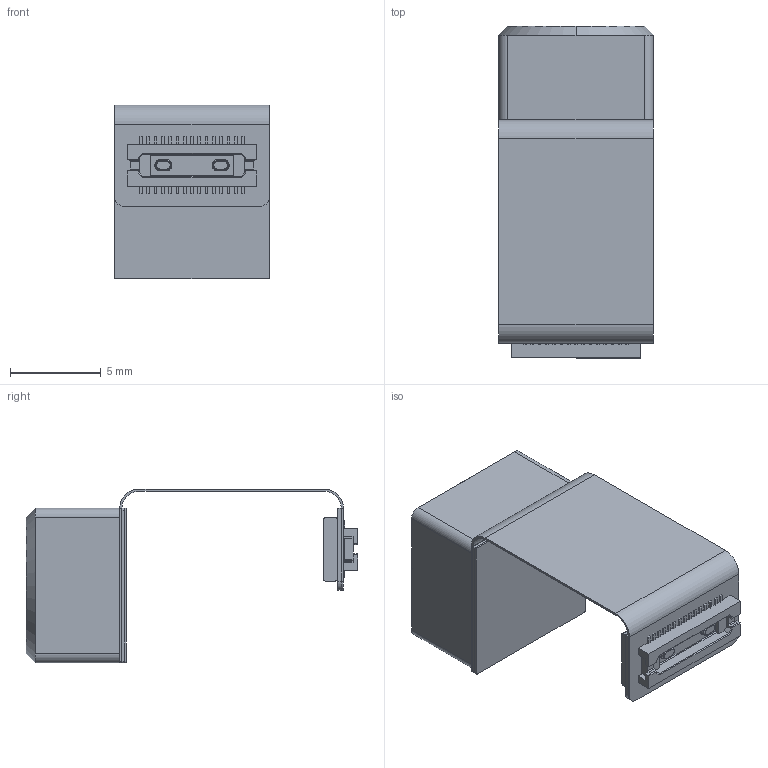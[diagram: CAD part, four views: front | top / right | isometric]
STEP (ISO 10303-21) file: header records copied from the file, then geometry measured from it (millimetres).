
FILE_DESCRIPTION (( 'STEP AP214' ), '1' );
FILE_NAME ('Camera_module_KLT-G6K-IMX258_V2.1_max_z.step', '2020-10-19T11:51:58+00:00', 'Stefan Hamminga', '', '', '', '');
FILE_SCHEMA (( 'AUTOMOTIVE_DESIGN' ));
Length unit declared in the file: millimetre
Products named in the file (1): Camera_module_KLT-G6K-IMX258_V2.1_max_z
Bounding box: 8.5 x 18.25 x 9.56 mm (x, y, z)
Volume: 441.5 mm3; surface area: 1274.2 mm2
Topology: 9 solids, 9 shells, 344 faces, 924 edges, 601 vertices
Faces by surface type: plane 270, cylinder 60, cone 12, sphere 2
Entity records: 14368 total; most frequent: CARTESIAN_POINT 1870, ORIENTED_EDGE 1848, DIRECTION 1756, EDGE_CURVE 924, VECTOR 782, LINE 782, VERTEX_POINT 601, AXIS2_PLACEMENT_3D 487
